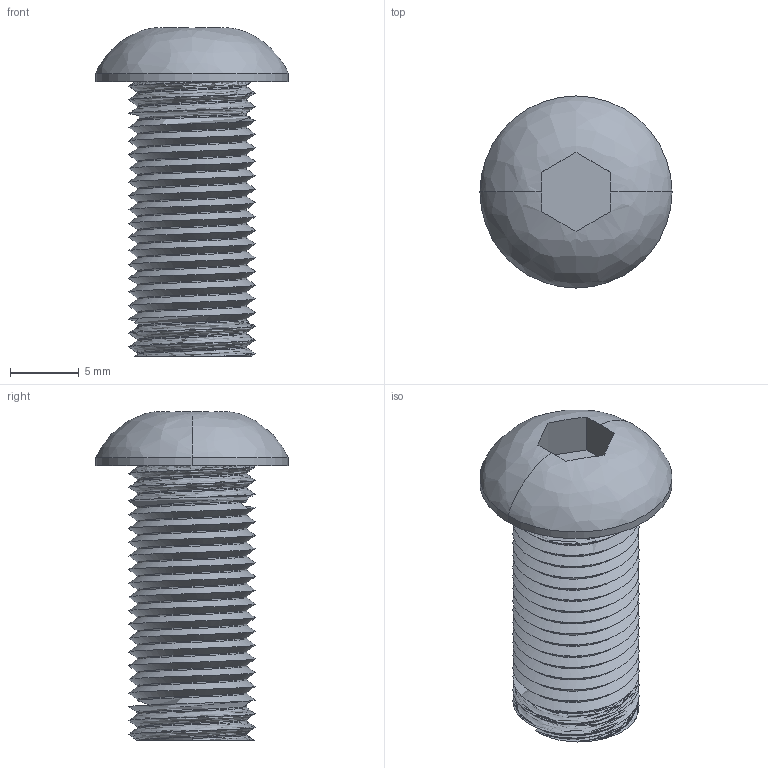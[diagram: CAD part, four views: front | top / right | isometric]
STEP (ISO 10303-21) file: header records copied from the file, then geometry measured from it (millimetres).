
FILE_DESCRIPTION (( 'STEP AP203' ), '1' );
FILE_NAME ('PAM820.STEP', '2018-03-28T19:27:41', ( 'USER1' ), ( '' ), 'SwSTEP 2.0', 'SolidWorks 2007', '' );
FILE_SCHEMA (( 'CONFIG_CONTROL_DESIGN' ));
Length unit declared in the file: millimetre
Products named in the file (1): PAM820
Bounding box: 14 x 14 x 23.97 mm (x, y, z)
Volume: 1522.7 mm3; surface area: 1316 mm2
Topology: 1 solids, 1 shells, 62 faces, 172 edges, 113 vertices
Faces by surface type: cylinder 45, plane 11, bspline 4, cone 2
Entity records: 3793 total; most frequent: CARTESIAN_POINT 2405, ORIENTED_EDGE 344, DIRECTION 206, EDGE_CURVE 172, VERTEX_POINT 113, AXIS2_PLACEMENT_3D 73, EDGE_LOOP 63, FACE_OUTER_BOUND 62
